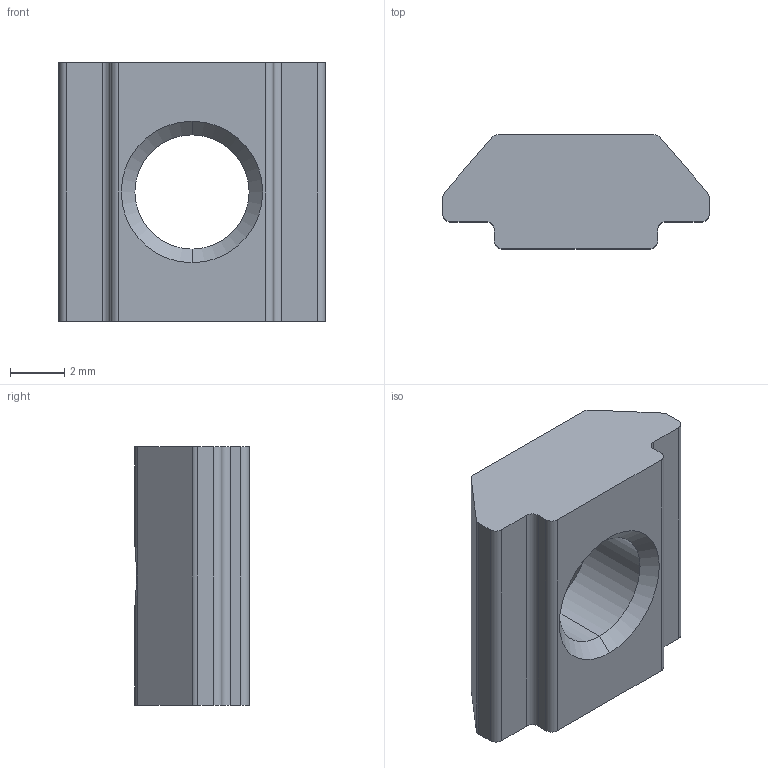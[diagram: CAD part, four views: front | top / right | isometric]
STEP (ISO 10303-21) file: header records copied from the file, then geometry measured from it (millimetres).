
FILE_DESCRIPTION (( 'STEP AP214' ), '1' );
FILE_NAME ('A133 Ñóõàðü ïàçîâûé Ì5, ïàç 6.STEP', '2019-09-24T08:37:37', ( 'Windows User' ), ( '' ), 'SwSTEP 2.0', 'SolidWorks 2019', '' );
FILE_SCHEMA (( 'AUTOMOTIVE_DESIGN' ));
Length unit declared in the file: millimetre
Products named in the file (1): A133 Ñóõàðü ïàçîâûé Ì5, ïàç 6
Bounding box: 9.8 x 4.2 x 9.5 mm (x, y, z)
Volume: 247.2 mm3; surface area: 319.4 mm2
Topology: 1 solids, 1 shells, 29 faces, 80 edges, 52 vertices
Faces by surface type: plane 13, cylinder 12, cone 4
Entity records: 1014 total; most frequent: CARTESIAN_POINT 188, DIRECTION 168, ORIENTED_EDGE 160, EDGE_CURVE 80, AXIS2_PLACEMENT_3D 60, VERTEX_POINT 52, VECTOR 48, LINE 48
